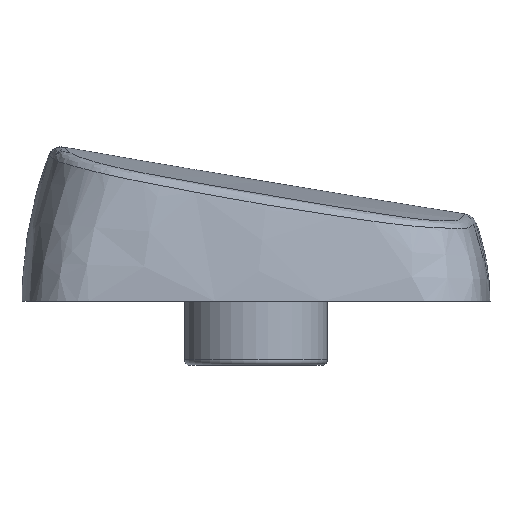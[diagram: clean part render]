
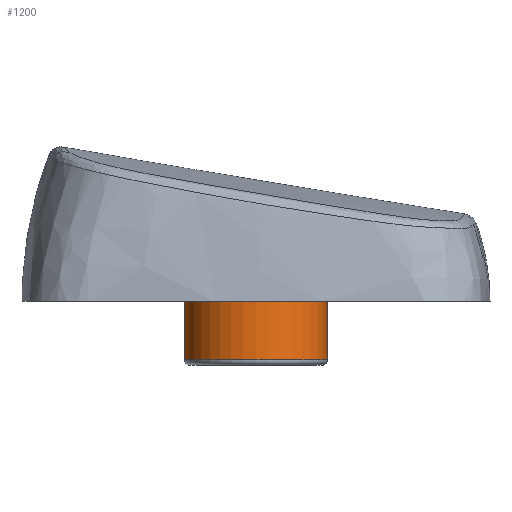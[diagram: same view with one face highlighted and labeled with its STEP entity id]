
A CAD part, left-side view. The second image highlights one B-rep face of the part: STEP entity #1200.
In plain terms, the highlighted cylindrical face has radius 2.75 mm (diameter 5.5 mm), a full revolution.
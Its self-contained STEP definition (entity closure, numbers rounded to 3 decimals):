
#193=FACE_OUTER_BOUND('',#240,.T.);
#240=EDGE_LOOP('',(#876,#877,#878,#879));
#290=CIRCLE('',#1297,2.75);
#291=CIRCLE('',#1299,2.75);
#335=LINE('',#1693,#388);
#388=VECTOR('',#1467,2.75);
#444=VERTEX_POINT('',#1688);
#445=VERTEX_POINT('',#1692);
#627=EDGE_CURVE('',#444,#444,#290,.T.);
#628=EDGE_CURVE('',#444,#445,#335,.T.);
#629=EDGE_CURVE('',#445,#445,#291,.T.);
#876=ORIENTED_EDGE('',*,*,#627,.F.);
#877=ORIENTED_EDGE('',*,*,#628,.T.);
#878=ORIENTED_EDGE('',*,*,#629,.F.);
#879=ORIENTED_EDGE('',*,*,#628,.F.);
#1171=CYLINDRICAL_SURFACE('',#1298,2.75);
#1200=ADVANCED_FACE('',(#193),#1171,.T.);
#1297=AXIS2_PLACEMENT_3D('',#1690,#1463,#1464);
#1298=AXIS2_PLACEMENT_3D('',#1691,#1465,#1466);
#1299=AXIS2_PLACEMENT_3D('',#1694,#1468,#1469);
#1463=DIRECTION('center_axis',(0.,0.,
-1.));
#1464=DIRECTION('ref_axis',(-1.,0.,0.));
#1465=DIRECTION('center_axis',(0.,0.,
-1.));
#1466=DIRECTION('ref_axis',(-1.,0.,0.));
#1467=DIRECTION('',(0.,0.,1.));
#1468=DIRECTION('center_axis',(0.,0.,
1.));
#1469=DIRECTION('ref_axis',(-1.,0.,0.));
#1688=CARTESIAN_POINT('',(2.738,0.004,-3.1));
#1690=CARTESIAN_POINT('Origin',(-0.012,0.004,-3.1));
#1691=CARTESIAN_POINT('Origin',(-0.012,0.004,0.));
#1692=CARTESIAN_POINT('',(2.738,0.004,-0.25));
#1693=CARTESIAN_POINT('',(2.738,0.004,0.));
#1694=CARTESIAN_POINT('Origin',(-0.012,0.004,-0.25));
